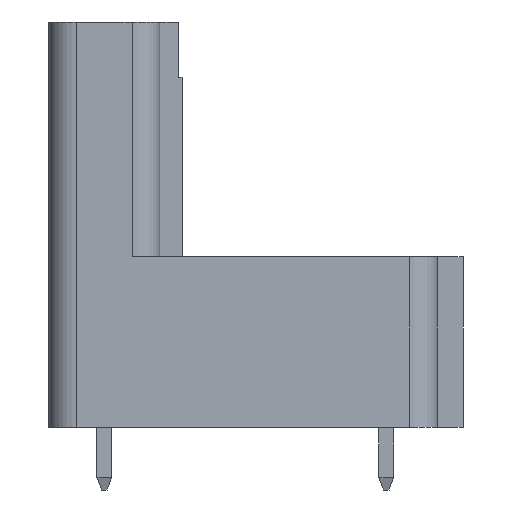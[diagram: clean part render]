
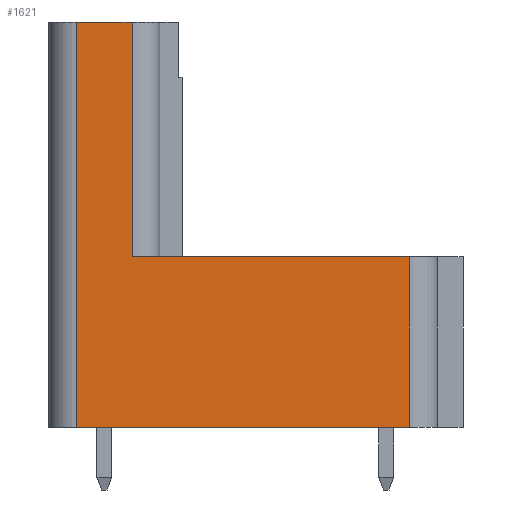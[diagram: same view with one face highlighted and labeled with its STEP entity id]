
A CAD part, left-side view. The second image highlights one B-rep face of the part: STEP entity #1621.
In plain terms, the highlighted planar face has unit normal (-1, 0, 0).
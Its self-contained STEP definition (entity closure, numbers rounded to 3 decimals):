
#1621 = ADVANCED_FACE( '', ( #3267 ), #3268, .T. );
#3267 = FACE_OUTER_BOUND( '', #4927, .T. );
#3268 = PLANE( '', #4928 );
#4927 = EDGE_LOOP( '', ( #9402, #9403, #9404, #9405, #9406, #9407 ) );
#4928 = AXIS2_PLACEMENT_3D( '', #9408, #9409, #9410 );
#9402 = ORIENTED_EDGE( '', *, *, #11417, .T. );
#9403 = ORIENTED_EDGE( '', *, *, #11300, .T. );
#9404 = ORIENTED_EDGE( '', *, *, #10895, .T. );
#9405 = ORIENTED_EDGE( '', *, *, #11247, .T. );
#9406 = ORIENTED_EDGE( '', *, *, #10978, .T. );
#9407 = ORIENTED_EDGE( '', *, *, #11778, .T. );
#9408 = CARTESIAN_POINT( '', ( -12.915, 0., 0. ) );
#9409 = DIRECTION( '', ( -1., 0., 0. ) );
#9410 = DIRECTION( '', ( 0., 0., 1. ) );
#10895 = EDGE_CURVE( '', #13410, #13411, #13412, .T. );
#10978 = EDGE_CURVE( '', #13540, #13541, #13542, .T. );
#11247 = EDGE_CURVE( '', #13411, #13540, #13928, .T. );
#11300 = EDGE_CURVE( '', #14000, #13410, #14003, .T. );
#11417 = EDGE_CURVE( '', #14161, #14000, #14162, .T. );
#11778 = EDGE_CURVE( '', #13541, #14161, #14608, .T. );
#13410 = VERTEX_POINT( '', #16915 );
#13411 = VERTEX_POINT( '', #16916 );
#13412 = LINE( '', #16917, #16918 );
#13540 = VERTEX_POINT( '', #17115 );
#13541 = VERTEX_POINT( '', #17116 );
#13542 = LINE( '', #17117, #17118 );
#13928 = LINE( '', #17695, #17696 );
#14000 = VERTEX_POINT( '', #17798 );
#14003 = LINE( '', #17802, #17803 );
#14161 = VERTEX_POINT( '', #18044 );
#14162 = LINE( '', #18045, #18046 );
#14608 = LINE( '', #18716, #18717 );
#16915 = CARTESIAN_POINT( '', ( -12.915, 9.7, -4.6 ) );
#16916 = CARTESIAN_POINT( '', ( -12.915, -8.3, -4.6 ) );
#16917 = CARTESIAN_POINT( '', ( -12.915, 11.2, -4.6 ) );
#16918 = VECTOR( '', #19731, 1000. );
#17115 = CARTESIAN_POINT( '', ( -12.915, -8.3, 4.6 ) );
#17116 = CARTESIAN_POINT( '', ( -12.915, 6.7, 4.6 ) );
#17117 = CARTESIAN_POINT( '', ( -12.915, -9.8, 4.6 ) );
#17118 = VECTOR( '', #19828, 1000. );
#17695 = CARTESIAN_POINT( '', ( -12.915, -8.3, 4.6 ) );
#17696 = VECTOR( '', #20068, 1000. );
#17798 = CARTESIAN_POINT( '', ( -12.915, 9.7, 17.3 ) );
#17802 = CARTESIAN_POINT( '', ( -12.915, 9.7, 0. ) );
#17803 = VECTOR( '', #20115, 1000. );
#18044 = CARTESIAN_POINT( '', ( -12.915, 6.7, 17.3 ) );
#18045 = CARTESIAN_POINT( '', ( -12.915, 5.2, 17.3 ) );
#18046 = VECTOR( '', #20202, 1000. );
#18716 = CARTESIAN_POINT( '', ( -12.915, 6.7, 17.3 ) );
#18717 = VECTOR( '', #20460, 1000. );
#19731 = DIRECTION( '', ( 0., -1., 0. ) );
#19828 = DIRECTION( '', ( 0., 1., 0. ) );
#20068 = DIRECTION( '', ( 0., 0., 1. ) );
#20115 = DIRECTION( '', ( 0., 0., -1. ) );
#20202 = DIRECTION( '', ( 0., 1., 0. ) );
#20460 = DIRECTION( '', ( 0., 0., 1. ) );
